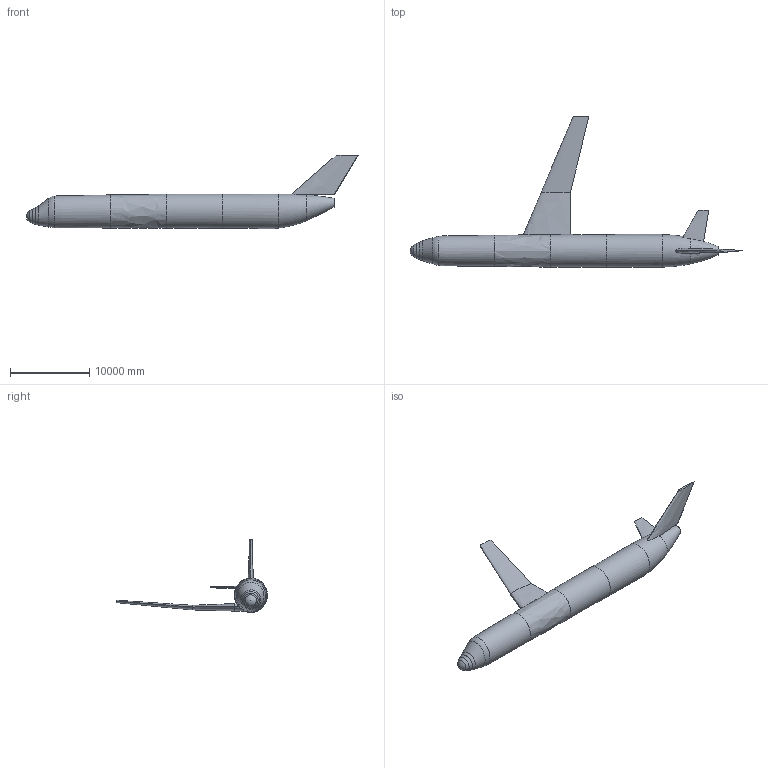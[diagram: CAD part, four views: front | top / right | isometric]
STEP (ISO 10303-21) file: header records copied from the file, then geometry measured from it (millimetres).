
FILE_DESCRIPTION(('Open CASCADE Model'),'2;1');
FILE_NAME('Open CASCADE Shape Model','2022-05-30T11:19:42',('Author'),( 'Open CASCADE'),'Open CASCADE STEP processor 7.4','Open CASCADE 7.4' ,'Unknown');
FILE_SCHEMA(('AUTOMOTIVE_DESIGN { 1 0 10303 214 1 1 1 1 }'));
Length unit declared in the file: metre
Products named in the file (7): D150Fuselage1ID; D150_HTP_1ID; D150_wing_1ID; D150_VTP_1ID; INTD150Fuselage1IDD150_HTP_1ID; INTD150Fuselage1IDD150_VTP_1ID; INTD150Fuselage1IDD150_wing_1ID
Bounding box: 41954.02 x 19037.04 x 9250.89 mm (x, y, z)
Surface area: 645138858.3 mm2 (no closed solid volume)
Topology: 0 solids, 4 shells, 28 faces, 94 edges, 81 vertices
Faces by surface type: bspline 23, plane 5
Entity records: 14042 total; most frequent: CARTESIAN_POINT 12807, B_SPLINE_CURVE_WITH_KNOTS 131, ORIENTED_EDGE 130, PCURVE 130, DEFINITIONAL_REPRESENTATION 130, DIRECTION 104, LINE 92, VECTOR 92
